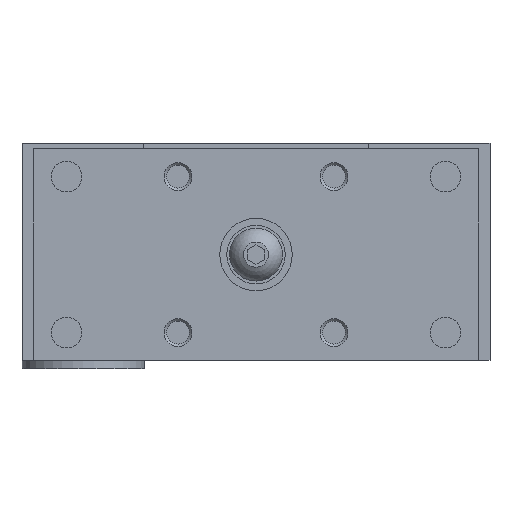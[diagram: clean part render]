
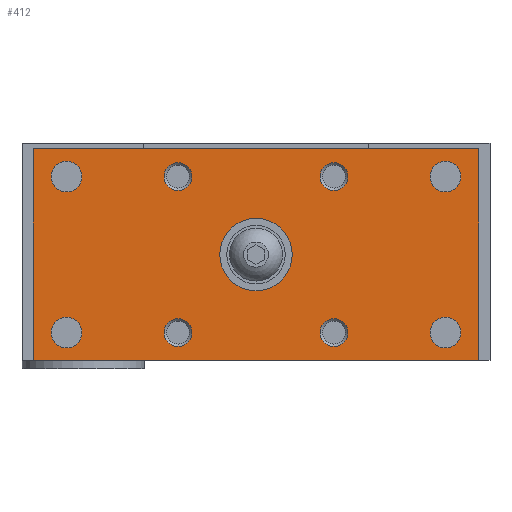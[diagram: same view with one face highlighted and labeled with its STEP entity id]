
A CAD part, left-side view. The second image highlights one B-rep face of the part: STEP entity #412.
In plain terms, the highlighted planar face has unit normal (-1, 0, 0).
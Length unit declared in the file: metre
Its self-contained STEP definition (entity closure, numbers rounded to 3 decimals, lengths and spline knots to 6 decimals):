
#412 = ADVANCED_FACE( '', ( #1008, #1009, #1010, #1011, #1012, #1013, #1014, #1015, #1016, #1017 ), #1018, .F. );
#1008 = FACE_BOUND( '', #1879, .T. );
#1009 = FACE_BOUND( '', #1880, .T. );
#1010 = FACE_BOUND( '', #1881, .T. );
#1011 = FACE_BOUND( '', #1882, .T. );
#1012 = FACE_BOUND( '', #1883, .T. );
#1013 = FACE_BOUND( '', #1884, .T. );
#1014 = FACE_BOUND( '', #1885, .T. );
#1015 = FACE_BOUND( '', #1886, .T. );
#1016 = FACE_BOUND( '', #1887, .T. );
#1017 = FACE_OUTER_BOUND( '', #1888, .T. );
#1018 = PLANE( '', #1889 );
#1879 = EDGE_LOOP( '', ( #3000 ) );
#1880 = EDGE_LOOP( '', ( #3001 ) );
#1881 = EDGE_LOOP( '', ( #3002 ) );
#1882 = EDGE_LOOP( '', ( #3003 ) );
#1883 = EDGE_LOOP( '', ( #3004 ) );
#1884 = EDGE_LOOP( '', ( #3005 ) );
#1885 = EDGE_LOOP( '', ( #3006 ) );
#1886 = EDGE_LOOP( '', ( #3007 ) );
#1887 = EDGE_LOOP( '', ( #3008 ) );
#1888 = EDGE_LOOP( '', ( #3009, #3010, #3011, #3012 ) );
#1889 = AXIS2_PLACEMENT_3D( '', #3013, #3014, #3015 );
#3000 = ORIENTED_EDGE( '', *, *, #4272, .T. );
#3001 = ORIENTED_EDGE( '', *, *, #4295, .T. );
#3002 = ORIENTED_EDGE( '', *, *, #4296, .T. );
#3003 = ORIENTED_EDGE( '', *, *, #4293, .T. );
#3004 = ORIENTED_EDGE( '', *, *, #4297, .T. );
#3005 = ORIENTED_EDGE( '', *, *, #4199, .T. );
#3006 = ORIENTED_EDGE( '', *, *, #4298, .F. );
#3007 = ORIENTED_EDGE( '', *, *, #4299, .F. );
#3008 = ORIENTED_EDGE( '', *, *, #4290, .T. );
#3009 = ORIENTED_EDGE( '', *, *, #4300, .T. );
#3010 = ORIENTED_EDGE( '', *, *, #4287, .T. );
#3011 = ORIENTED_EDGE( '', *, *, #4277, .T. );
#3012 = ORIENTED_EDGE( '', *, *, #4301, .T. );
#3013 = CARTESIAN_POINT( '', ( -0.015, 0.04, -0.001 ) );
#3014 = DIRECTION( '', ( 1., 0., 0. ) );
#3015 = DIRECTION( '', ( 0., 0., 1. ) );
#4199 = EDGE_CURVE( '', #4894, #4894, #4895, .T. );
#4272 = EDGE_CURVE( '', #5003, #5003, #5004, .T. );
#4277 = EDGE_CURVE( '', #5013, #5011, #5014, .T. );
#4287 = EDGE_CURVE( '', #5028, #5013, #5029, .T. );
#4290 = EDGE_CURVE( '', #5032, #5032, #5033, .T. );
#4293 = EDGE_CURVE( '', #5037, #5037, #5038, .T. );
#4295 = EDGE_CURVE( '', #5040, #5040, #5041, .T. );
#4296 = EDGE_CURVE( '', #5042, #5042, #5043, .T. );
#4297 = EDGE_CURVE( '', #5044, #5044, #5045, .T. );
#4298 = EDGE_CURVE( '', #5046, #5046, #5047, .T. );
#4299 = EDGE_CURVE( '', #5048, #5048, #5049, .T. );
#4300 = EDGE_CURVE( '', #5050, #5028, #5051, .T. );
#4301 = EDGE_CURVE( '', #5011, #5050, #5052, .T. );
#4894 = VERTEX_POINT( '', #5886 );
#4895 = CIRCLE( '', #5887, 0.0025 );
#5003 = VERTEX_POINT( '', #6029 );
#5004 = CIRCLE( '', #6030, 0.0065 );
#5011 = VERTEX_POINT( '', #6038 );
#5013 = VERTEX_POINT( '', #6041 );
#5014 = LINE( '', #6042, #6043 );
#5028 = VERTEX_POINT( '', #6059 );
#5029 = LINE( '', #6060, #6061 );
#5032 = VERTEX_POINT( '', #6065 );
#5033 = CIRCLE( '', #6066, 0.0025 );
#5037 = VERTEX_POINT( '', #6070 );
#5038 = CIRCLE( '', #6071, 0.00275 );
#5040 = VERTEX_POINT( '', #6073 );
#5041 = CIRCLE( '', #6074, 0.00275 );
#5042 = VERTEX_POINT( '', #6075 );
#5043 = CIRCLE( '', #6076, 0.00275 );
#5044 = VERTEX_POINT( '', #6077 );
#5045 = CIRCLE( '', #6078, 0.00275 );
#5046 = VERTEX_POINT( '', #6079 );
#5047 = CIRCLE( '', #6080, 0.0025 );
#5048 = VERTEX_POINT( '', #6081 );
#5049 = CIRCLE( '', #6082, 0.0025 );
#5050 = VERTEX_POINT( '', #6083 );
#5051 = LINE( '', #6084, #6085 );
#5052 = LINE( '', #6086, #6087 );
#5886 = CARTESIAN_POINT( '', ( -0.015, 0.0115, -0.006 ) );
#5887 = AXIS2_PLACEMENT_3D( '', #6892, #6893, #6894 );
#6029 = CARTESIAN_POINT( '', ( -0.015, 0.0065, -0.02 ) );
#6030 = AXIS2_PLACEMENT_3D( '', #6991, #6992, #6993 );
#6038 = CARTESIAN_POINT( '', ( -0.015, -0.04, -0.001 ) );
#6041 = CARTESIAN_POINT( '', ( -0.015, -0.04, -0.039 ) );
#6042 = CARTESIAN_POINT( '', ( -0.015, -0.04, -0.039 ) );
#6043 = VECTOR( '', #6999, 1. );
#6059 = CARTESIAN_POINT( '', ( -0.015, 0.04, -0.039 ) );
#6060 = CARTESIAN_POINT( '', ( -0.015, 0.04, -0.039 ) );
#6061 = VECTOR( '', #7011, 1. );
#6065 = CARTESIAN_POINT( '', ( -0.015, -0.0115, -0.034 ) );
#6066 = AXIS2_PLACEMENT_3D( '', #7013, #7014, #7015 );
#6070 = CARTESIAN_POINT( '', ( -0.015, 0.03675, -0.034 ) );
#6071 = AXIS2_PLACEMENT_3D( '', #7019, #7020, #7021 );
#6073 = CARTESIAN_POINT( '', ( -0.015, 0.03675, -0.006 ) );
#6074 = AXIS2_PLACEMENT_3D( '', #7022, #7023, #7024 );
#6075 = CARTESIAN_POINT( '', ( -0.015, -0.03125, -0.006 ) );
#6076 = AXIS2_PLACEMENT_3D( '', #7025, #7026, #7027 );
#6077 = CARTESIAN_POINT( '', ( -0.015, -0.03125, -0.034 ) );
#6078 = AXIS2_PLACEMENT_3D( '', #7028, #7029, #7030 );
#6079 = CARTESIAN_POINT( '', ( -0.015, -0.0115, -0.006 ) );
#6080 = AXIS2_PLACEMENT_3D( '', #7031, #7032, #7033 );
#6081 = CARTESIAN_POINT( '', ( -0.015, 0.0115, -0.034 ) );
#6082 = AXIS2_PLACEMENT_3D( '', #7034, #7035, #7036 );
#6083 = CARTESIAN_POINT( '', ( -0.015, 0.04, -0.001 ) );
#6084 = CARTESIAN_POINT( '', ( -0.015, 0.04, -0.001 ) );
#6085 = VECTOR( '', #7037, 1. );
#6086 = CARTESIAN_POINT( '', ( -0.015, -0.04, -0.001 ) );
#6087 = VECTOR( '', #7038, 1. );
#6892 = CARTESIAN_POINT( '', ( -0.015, 0.014, -0.006 ) );
#6893 = DIRECTION( '', ( 1., 0., 0. ) );
#6894 = DIRECTION( '', ( 0., -1., 0. ) );
#6991 = CARTESIAN_POINT( '', ( -0.015, 0., -0.02 ) );
#6992 = DIRECTION( '', ( 1., 0., 0. ) );
#6993 = DIRECTION( '', ( 0., 1., 0. ) );
#6999 = DIRECTION( '', ( 0., 0., 1. ) );
#7011 = DIRECTION( '', ( 0., -1., 0. ) );
#7013 = CARTESIAN_POINT( '', ( -0.015, -0.014, -0.034 ) );
#7014 = DIRECTION( '', ( 1., 0., 0. ) );
#7015 = DIRECTION( '', ( 0., 1., 0. ) );
#7019 = CARTESIAN_POINT( '', ( -0.015, 0.034, -0.034 ) );
#7020 = DIRECTION( '', ( 1., 0., 0. ) );
#7021 = DIRECTION( '', ( 0., 1., 0. ) );
#7022 = CARTESIAN_POINT( '', ( -0.015, 0.034, -0.006 ) );
#7023 = DIRECTION( '', ( 1., 0., 0. ) );
#7024 = DIRECTION( '', ( 0., 1., 0. ) );
#7025 = CARTESIAN_POINT( '', ( -0.015, -0.034, -0.006 ) );
#7026 = DIRECTION( '', ( 1., 0., 0. ) );
#7027 = DIRECTION( '', ( 0., 1., 0. ) );
#7028 = CARTESIAN_POINT( '', ( -0.015, -0.034, -0.034 ) );
#7029 = DIRECTION( '', ( 1., 0., 0. ) );
#7030 = DIRECTION( '', ( 0., 1., 0. ) );
#7031 = CARTESIAN_POINT( '', ( -0.015, -0.014, -0.006 ) );
#7032 = DIRECTION( '', ( -1., 0., 0. ) );
#7033 = DIRECTION( '', ( 0., 1., 0. ) );
#7034 = CARTESIAN_POINT( '', ( -0.015, 0.014, -0.034 ) );
#7035 = DIRECTION( '', ( -1., 0., 0. ) );
#7036 = DIRECTION( '', ( 0., -1., 0. ) );
#7037 = DIRECTION( '', ( 0., 0., -1. ) );
#7038 = DIRECTION( '', ( 0., 1., 0. ) );
